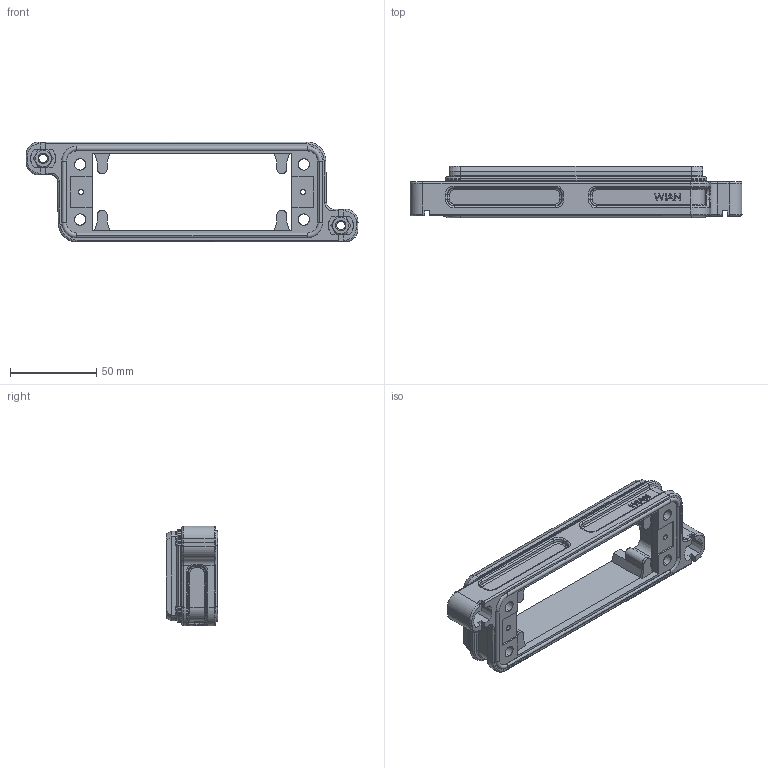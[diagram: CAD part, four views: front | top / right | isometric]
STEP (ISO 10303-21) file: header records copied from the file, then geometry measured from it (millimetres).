
FILE_DESCRIPTION(/* description */ (''),/* implementation_level */ '2;1');
FILE_NAME(/* name */ '3D_1136243201001_HP24B_H-BK-2H_V1.1.stp',/* time_stamp */ '2023-12-16T15:36:52+08:00',/* author */ (''),/* organization */ (''),/* preprocessor_version */ 'ST-DEVELOPER v18.1',/* originating_system */ 'SIEMENS PLM Software NX 1980',/* authorisation */ '');
FILE_SCHEMA (('AUTOMOTIVE_DESIGN { 1 0 10303 214 3 1 1 1 }'));
Length unit declared in the file: millimetre
Products named in the file (1): 3D_1136243201001_HP24B_H-BK-2H_V1.0_stp
Bounding box: 193 x 29.9 x 58 mm (x, y, z)
Volume: 74201 mm3; surface area: 40954.2 mm2
Topology: 1 solids, 1 shells, 670 faces, 1724 edges, 1083 vertices
Faces by surface type: plane 304, cylinder 162, cone 100, torus 72, bspline 16, extrusion 16
Entity records: 21849 total; most frequent: CARTESIAN_POINT 6824, ORIENTED_EDGE 3448, DIRECTION 2587, EDGE_CURVE 1724, VERTEX_POINT 1083, AXIS2_PLACEMENT_3D 889, VECTOR 809, LINE 793
